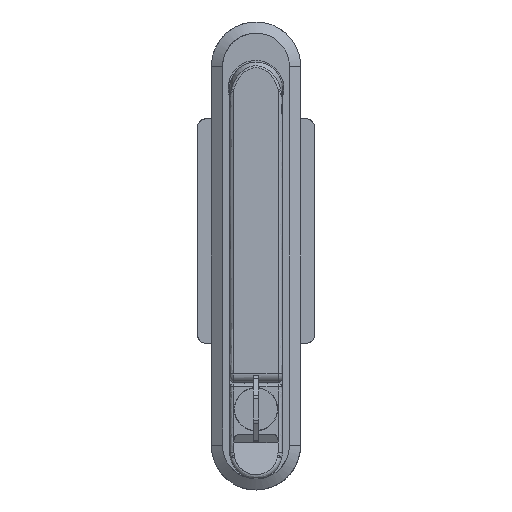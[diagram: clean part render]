
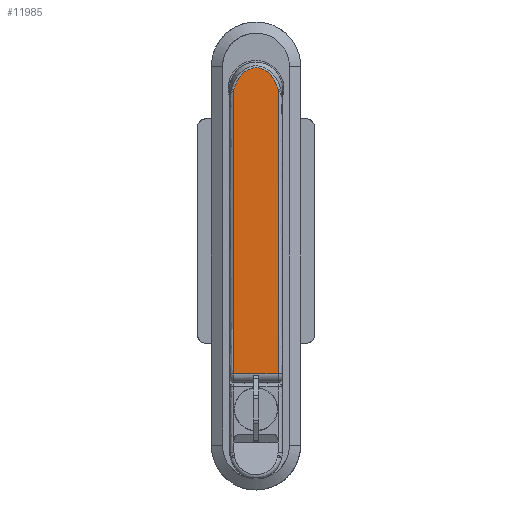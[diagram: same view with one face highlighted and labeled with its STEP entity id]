
A CAD part, front view. The second image highlights one B-rep face of the part: STEP entity #11985.
In plain terms, the highlighted free-form (B-spline) face has degree [1, 1] with [2, 2] control points.
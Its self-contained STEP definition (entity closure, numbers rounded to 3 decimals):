
#11011=CARTESIAN_POINT('',(7.899,-3.5,-0.457));
#11012=VERTEX_POINT('',#11011);
#11184=CARTESIAN_POINT('',(-7.901,-3.5,-0.467));
#11185=VERTEX_POINT('',#11184);
#11195=CARTESIAN_POINT('',(7.899,-3.5,-0.457));
#11196=CARTESIAN_POINT('',(7.775,-3.5,0.026));
#11197=CARTESIAN_POINT('',(7.389,-3.5,1.278));
#11198=CARTESIAN_POINT('',(6.807,-3.5,2.525));
#11199=CARTESIAN_POINT('',(6.338,-3.5,3.298));
#11200=CARTESIAN_POINT('',(6.271,-3.5,3.403));
#11201=CARTESIAN_POINT('',(6.221,-3.5,3.483));
#11202=CARTESIAN_POINT('',(5.95,-3.5,3.901));
#11203=CARTESIAN_POINT('',(5.413,-3.5,4.63));
#11204=CARTESIAN_POINT('',(4.459,-3.5,5.619));
#11205=CARTESIAN_POINT('',(3.306,-3.5,6.481));
#11206=CARTESIAN_POINT('',(2.17,-3.5,7.013));
#11207=CARTESIAN_POINT('',(1.175,-3.5,7.281));
#11208=CARTESIAN_POINT('',(0.246,-3.5,7.405));
#11209=CARTESIAN_POINT('',(-0.943,-3.5,7.357));
#11210=CARTESIAN_POINT('',(-2.306,-3.5,6.985));
#11211=CARTESIAN_POINT('',(-3.465,-3.5,6.361));
#11212=CARTESIAN_POINT('',(-4.506,-3.5,5.565));
#11213=CARTESIAN_POINT('',(-5.404,-3.5,4.65));
#11214=CARTESIAN_POINT('',(-6.379,-3.5,3.313));
#11215=CARTESIAN_POINT('',(-7.261,-3.5,1.622));
#11216=CARTESIAN_POINT('',(-7.716,-3.5,0.258));
#11217=CARTESIAN_POINT('',(-7.901,-3.5,-0.467));
#11218=B_SPLINE_CURVE_WITH_KNOTS('',3,(#11195,#11196,#11197,#11198,#11199,#11200,#11201,#11202,#11203,#11204,#11205,#11206,#11207,#11208,#11209,#11210,#11211,#11212,#11213,#11214,#11215,#11216,#11217),.UNSPECIFIED.,.F.,.U.,(4,1,1,1,1,1,1,1,1,1,1,1,1,1,1,1,1,1,1,1,4),(0.,1.496,3.926,4.113,4.207,4.3,4.394,5.703,7.012,8.507,10.003,10.751,11.592,12.808,14.303,15.799,16.734,18.23,19.632,21.689,23.932),.UNSPECIFIED.);
#11219=EDGE_CURVE('',#11012,#11185,#11218,.T.);
#11393=CARTESIAN_POINT('',(7.899,-3.5,-102.499));
#11394=VERTEX_POINT('',#11393);
#11395=CARTESIAN_POINT('',(7.899,-3.5,-102.499));
#11396=CARTESIAN_POINT('',(7.899,-3.5,-0.457));
#11397=QUASI_UNIFORM_CURVE('',1,(#11395,#11396),.UNSPECIFIED.,.F.,.U.);
#11398=EDGE_CURVE('',#11394,#11012,#11397,.T.);
#11427=CARTESIAN_POINT('',(-7.901,-3.5,-102.499));
#11428=VERTEX_POINT('',#11427);
#11429=CARTESIAN_POINT('',(-7.901,-3.5,-0.467));
#11430=CARTESIAN_POINT('',(-7.901,-3.5,-102.499));
#11431=QUASI_UNIFORM_CURVE('',1,(#11429,#11430),.UNSPECIFIED.,.F.,.U.);
#11432=EDGE_CURVE('',#11185,#11428,#11431,.T.);
#11970=CARTESIAN_POINT('',(8.688,-3.5,12.869));
#11971=CARTESIAN_POINT('',(8.688,-3.5,-107.987));
#11972=CARTESIAN_POINT('',(-8.69,-3.5,12.869));
#11973=CARTESIAN_POINT('',(-8.69,-3.5,-107.987));
#11974=B_SPLINE_SURFACE_WITH_KNOTS('',1,1,((#11970,#11972),(#11971,#11973)),.UNSPECIFIED.,.F.,.F.,.U.,(2,2),(2,2),(0.0,120.856),(0.0,17.378),.UNSPECIFIED.);
#11975=ORIENTED_EDGE('',*,*,#11398,.T.);
#11976=ORIENTED_EDGE('',*,*,#11219,.T.);
#11977=ORIENTED_EDGE('',*,*,#11432,.T.);
#11978=CARTESIAN_POINT('',(-7.901,-3.5,-102.499));
#11979=CARTESIAN_POINT('',(7.899,-3.5,-102.499));
#11980=QUASI_UNIFORM_CURVE('',1,(#11978,#11979),.UNSPECIFIED.,.F.,.U.);
#11981=EDGE_CURVE('',#11428,#11394,#11980,.T.);
#11982=ORIENTED_EDGE('',*,*,#11981,.T.);
#11983=EDGE_LOOP('',(#11975,#11976,#11977,#11982));
#11984=FACE_OUTER_BOUND('',#11983,.T.);
#11985=ADVANCED_FACE('',(#11984),#11974,.F.);
